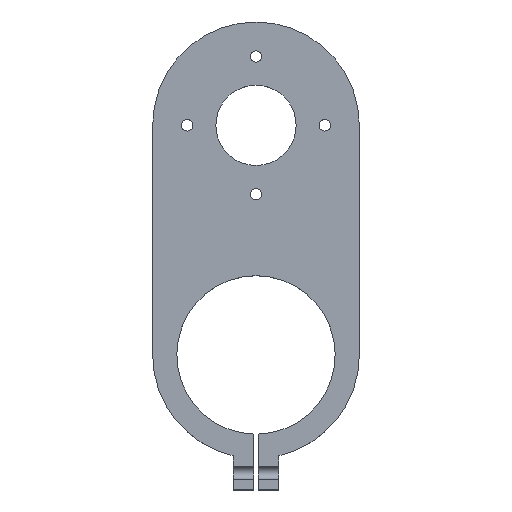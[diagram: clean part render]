
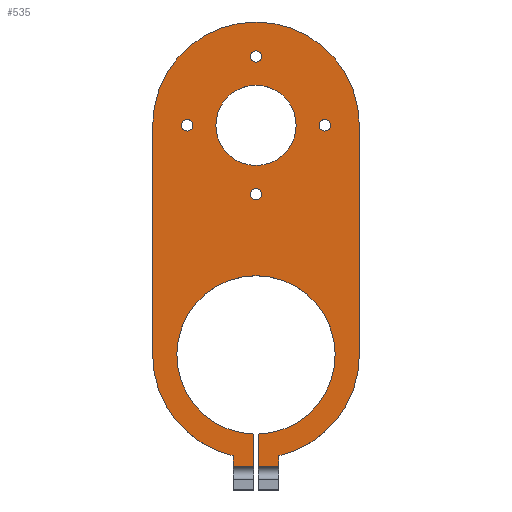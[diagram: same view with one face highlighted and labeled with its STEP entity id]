
A CAD part, top view. The second image highlights one B-rep face of the part: STEP entity #535.
In plain terms, the highlighted planar face has unit normal (0, 0, 1).
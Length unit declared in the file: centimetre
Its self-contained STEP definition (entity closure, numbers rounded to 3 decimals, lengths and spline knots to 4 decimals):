
#170=VERTEX_POINT('',#1409);
#171=VERTEX_POINT('',#1411);
#180=VERTEX_POINT('',#1431);
#181=VERTEX_POINT('',#1433);
#185=VERTEX_POINT('',#1443);
#189=VERTEX_POINT('',#1452);
#193=VERTEX_POINT('',#1465);
#196=VERTEX_POINT('',#1477);
#198=VERTEX_POINT('',#1483);
#200=VERTEX_POINT('',#1489);
#202=VERTEX_POINT('',#1495);
#204=VERTEX_POINT('',#1501);
#206=VERTEX_POINT('',#1510);
#208=VERTEX_POINT('',#1515);
#210=VERTEX_POINT('',#1520);
#212=VERTEX_POINT('',#1525);
#214=VERTEX_POINT('',#1530);
#221=EDGE_CURVE('',#171,#170,#606,.T.);
#235=EDGE_CURVE('',#180,#181,#616,.T.);
#240=EDGE_CURVE('',#185,#181,#617,.T.);
#245=EDGE_CURVE('',#189,#170,#621,.T.);
#252=EDGE_CURVE('',#180,#193,#627,.T.);
#255=EDGE_CURVE('',#193,#189,#759,.T.);
#259=EDGE_CURVE('',#171,#196,#625,.T.);
#262=EDGE_CURVE('',#196,#198,#761,.T.);
#265=EDGE_CURVE('',#198,#200,#638,.T.);
#268=EDGE_CURVE('',#200,#202,#763,.T.);
#271=EDGE_CURVE('',#202,#204,#642,.T.);
#274=EDGE_CURVE('',#204,#185,#765,.T.);
#276=EDGE_CURVE('',#206,#206,#767,.T.);
#278=EDGE_CURVE('',#208,#208,#769,.T.);
#280=EDGE_CURVE('',#210,#210,#771,.T.);
#282=EDGE_CURVE('',#212,#212,#773,.T.);
#284=EDGE_CURVE('',#214,#214,#775,.T.);
#392=ORIENTED_EDGE('',*,*,#235,.T.);
#393=ORIENTED_EDGE('',*,*,#240,.F.);
#394=ORIENTED_EDGE('',*,*,#274,.F.);
#395=ORIENTED_EDGE('',*,*,#271,.F.);
#396=ORIENTED_EDGE('',*,*,#268,.F.);
#397=ORIENTED_EDGE('',*,*,#265,.F.);
#398=ORIENTED_EDGE('',*,*,#262,.F.);
#399=ORIENTED_EDGE('',*,*,#259,.F.);
#400=ORIENTED_EDGE('',*,*,#221,.T.);
#401=ORIENTED_EDGE('',*,*,#245,.F.);
#402=ORIENTED_EDGE('',*,*,#255,.F.);
#403=ORIENTED_EDGE('',*,*,#252,.F.);
#404=ORIENTED_EDGE('',*,*,#284,.F.);
#405=ORIENTED_EDGE('',*,*,#282,.F.);
#406=ORIENTED_EDGE('',*,*,#280,.F.);
#407=ORIENTED_EDGE('',*,*,#278,.F.);
#408=ORIENTED_EDGE('',*,*,#276,.F.);
#456=EDGE_LOOP('',(#392,#393,#394,#395,#396,#397,#398,#399,#400,#401,#402,
#403));
#457=EDGE_LOOP('',(#404));
#458=EDGE_LOOP('',(#405));
#459=EDGE_LOOP('',(#406));
#460=EDGE_LOOP('',(#407));
#461=EDGE_LOOP('',(#408));
#498=FACE_BOUND('',#456,.T.);
#499=FACE_BOUND('',#457,.T.);
#500=FACE_BOUND('',#458,.T.);
#501=FACE_BOUND('',#459,.T.);
#502=FACE_BOUND('',#460,.T.);
#503=FACE_BOUND('',#461,.T.);
#535=ADVANCED_FACE('',(#498,#499,#500,#501,#502,#503),#1082,.T.);
#606=LINE('',#1410,#1033);
#616=LINE('',#1434,#1043);
#617=LINE('',#1436,#1044);
#621=LINE('',#1445,#1048);
#625=LINE('',#1454,#1052);
#627=LINE('',#1457,#1054);
#638=LINE('',#1488,#1065);
#642=LINE('',#1500,#1069);
#759=CIRCLE('',#969,3.45);
#761=CIRCLE('',#974,4.5);
#763=CIRCLE('',#978,4.5);
#765=CIRCLE('',#982,4.5);
#767=CIRCLE('',#985,0.25);
#769=CIRCLE('',#988,0.25);
#771=CIRCLE('',#991,1.75);
#773=CIRCLE('',#994,0.25);
#775=CIRCLE('',#997,0.25);
#965=AXIS2_PLACEMENT_3D('',#1453,#1211,$);
#969=AXIS2_PLACEMENT_3D('',#1470,#1224,#1225);
#974=AXIS2_PLACEMENT_3D('',#1482,#1236,#1237);
#978=AXIS2_PLACEMENT_3D('',#1494,#1247,#1248);
#982=AXIS2_PLACEMENT_3D('',#1506,#1258,#1259);
#985=AXIS2_PLACEMENT_3D('',#1509,#1264,#1265);
#988=AXIS2_PLACEMENT_3D('',#1514,#1270,#1271);
#991=AXIS2_PLACEMENT_3D('',#1519,#1276,#1277);
#994=AXIS2_PLACEMENT_3D('',#1524,#1282,#1283);
#997=AXIS2_PLACEMENT_3D('',#1529,#1288,#1289);
#1033=VECTOR('',#1185,1.);
#1043=VECTOR('',#1200,1.);
#1044=VECTOR('',#1202,1.);
#1048=VECTOR('',#1207,1.);
#1052=VECTOR('',#1212,1.);
#1054=VECTOR('',#1214,1.);
#1065=VECTOR('',#1242,1.);
#1069=VECTOR('',#1253,1.);
#1082=PLANE('',#965);
#1185=DIRECTION('',(1.,0.,0.));
#1200=DIRECTION('',(1.,0.,0.));
#1202=DIRECTION('',(0.,-1.,0.));
#1207=DIRECTION('',(0.,-1.,0.));
#1211=DIRECTION('',(0.,0.,1.));
#1212=DIRECTION('',(0.,1.,0.));
#1214=DIRECTION('',(0.,1.,0.));
#1224=DIRECTION('',(0.,0.,1.));
#1225=DIRECTION('',(3.45,0.,0.));
#1236=DIRECTION('',(0.,0.,-1.));
#1237=DIRECTION('',(4.5,0.,0.));
#1242=DIRECTION('',(0.,1.,0.));
#1247=DIRECTION('',(0.,0.,-1.));
#1248=DIRECTION('',(4.5,0.,0.));
#1253=DIRECTION('',(0.,-1.,0.));
#1258=DIRECTION('',(0.,0.,-1.));
#1259=DIRECTION('',(4.5,0.,0.));
#1264=DIRECTION('',(0.,0.,1.));
#1265=DIRECTION('',(0.25,0.,0.));
#1270=DIRECTION('',(0.,0.,1.));
#1271=DIRECTION('',(0.25,0.,0.));
#1276=DIRECTION('',(0.,0.,1.));
#1277=DIRECTION('',(1.75,0.,0.));
#1282=DIRECTION('',(0.,0.,1.));
#1283=DIRECTION('',(0.25,0.,0.));
#1288=DIRECTION('',(0.,0.,1.));
#1289=DIRECTION('',(0.25,0.,0.));
#1409=CARTESIAN_POINT('',(-0.1112,-10.3128,1.25));
#1410=CARTESIAN_POINT('',(0.4888,-10.3128,1.25));
#1411=CARTESIAN_POINT('',(-1.0112,-10.3128,1.25));
#1431=CARTESIAN_POINT('',(0.0888,-10.3128,1.25));
#1433=CARTESIAN_POINT('',(0.9888,-10.3128,1.25));
#1434=CARTESIAN_POINT('',(0.4888,-10.3128,1.25));
#1436=CARTESIAN_POINT('',(0.9888,-11.3344,1.25));
#1443=CARTESIAN_POINT('',(0.9888,-9.8412,1.25));
#1445=CARTESIAN_POINT('',(-0.1112,-11.3344,1.25));
#1452=CARTESIAN_POINT('',(-0.1112,-8.9023,1.25));
#1453=CARTESIAN_POINT('',(-0.0112,-2.9708,1.25));
#1454=CARTESIAN_POINT('',(-1.0112,-9.8412,1.25));
#1457=CARTESIAN_POINT('',(0.0888,-8.9023,1.25));
#1465=CARTESIAN_POINT('',(0.0888,-8.9023,1.25));
#1470=CARTESIAN_POINT('',(-0.0112,-5.4538,1.25));
#1477=CARTESIAN_POINT('',(-1.0112,-9.8412,1.25));
#1482=CARTESIAN_POINT('',(-0.0112,-5.4538,1.25));
#1483=CARTESIAN_POINT('',(-4.5112,-5.4538,1.25));
#1488=CARTESIAN_POINT('',(-4.5112,4.5462,1.25));
#1489=CARTESIAN_POINT('',(-4.5112,4.5462,1.25));
#1494=CARTESIAN_POINT('',(-0.0112,4.5462,1.25));
#1495=CARTESIAN_POINT('',(4.4888,4.5462,1.25));
#1500=CARTESIAN_POINT('',(4.4888,-5.4538,1.25));
#1501=CARTESIAN_POINT('',(4.4888,-5.4538,1.25));
#1506=CARTESIAN_POINT('',(-0.0112,-5.4538,1.25));
#1509=CARTESIAN_POINT('',(-0.0112,7.5462,1.25));
#1510=CARTESIAN_POINT('',(0.2388,7.5462,1.25));
#1514=CARTESIAN_POINT('',(-0.0112,1.5462,1.25));
#1515=CARTESIAN_POINT('',(0.2388,1.5462,1.25));
#1519=CARTESIAN_POINT('',(-0.0112,4.5462,1.25));
#1520=CARTESIAN_POINT('',(1.7388,4.5462,1.25));
#1524=CARTESIAN_POINT('',(-3.0112,4.5462,1.25));
#1525=CARTESIAN_POINT('',(-2.7612,4.5462,1.25));
#1529=CARTESIAN_POINT('',(2.9888,4.5462,1.25));
#1530=CARTESIAN_POINT('',(3.2388,4.5462,1.25));
